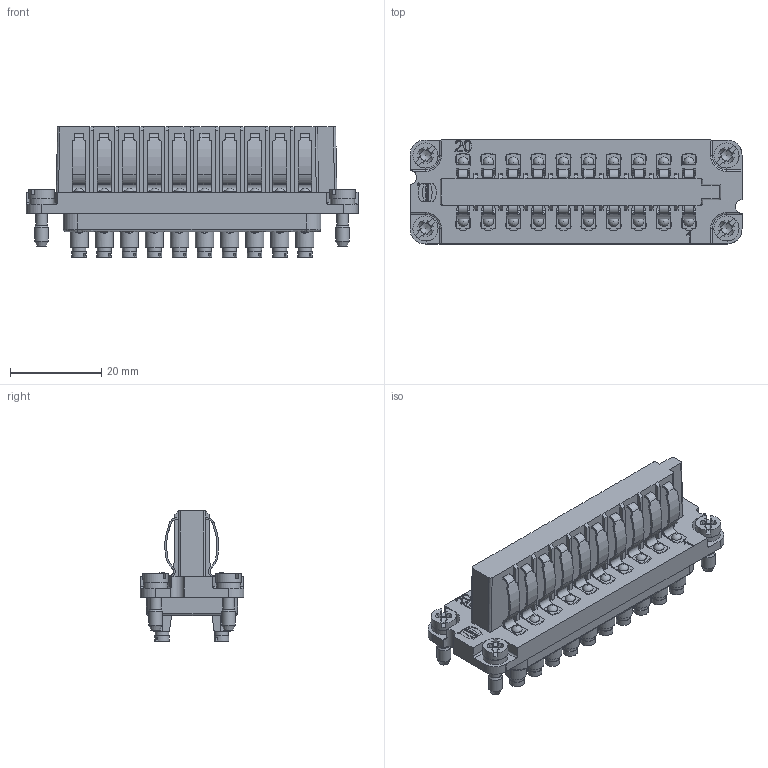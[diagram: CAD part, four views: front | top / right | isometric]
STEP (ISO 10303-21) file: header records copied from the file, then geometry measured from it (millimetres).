
FILE_DESCRIPTION(/* description */ (''),/* implementation_level */ '2;1');
FILE_NAME(/* name */ '100104398ugm000_b.stp',/* time_stamp */ '2019-09-16T10:30:56+02:00',/* author */ (''),/* organization */ (''),/* preprocessor_version */ 'ST-DEVELOPER v16.7',/* originating_system */ 'SIEMENS PLM Software NX 12.0',/* authorisation */ '');
FILE_SCHEMA (('AUTOMOTIVE_DESIGN { 1 0 10303 214 3 1 1 1 }'));
Products named in the file (1): 100104398ugm000_b
Bounding box: 72.8 x 22.8 x 28.6 mm (x, y, z)
Volume: 18162.4 mm3; surface area: 12331.9 mm2
Topology: 1 solids, 1 shells, 1635 faces, 4858 edges, 3326 vertices
Faces by surface type: plane 950, cylinder 534, cone 68, sphere 58, extrusion 11, bspline 10, revolution 4
Full cylindrical faces by diameter (mm): 0.455 x1, 0.538 x1, 2.4 x20, 2.5 x4, 3 x24, 3.19 x20, 5.3 x4, 5.5 x4
Entity records: 67192 total; most frequent: CARTESIAN_POINT 13122, ORIENTED_EDGE 8868, DIRECTION 8558, EDGE_CURVE 4434, VERTEX_POINT 3028, AXIS2_PLACEMENT_3D 2913, VECTOR 2728, LINE 2717
